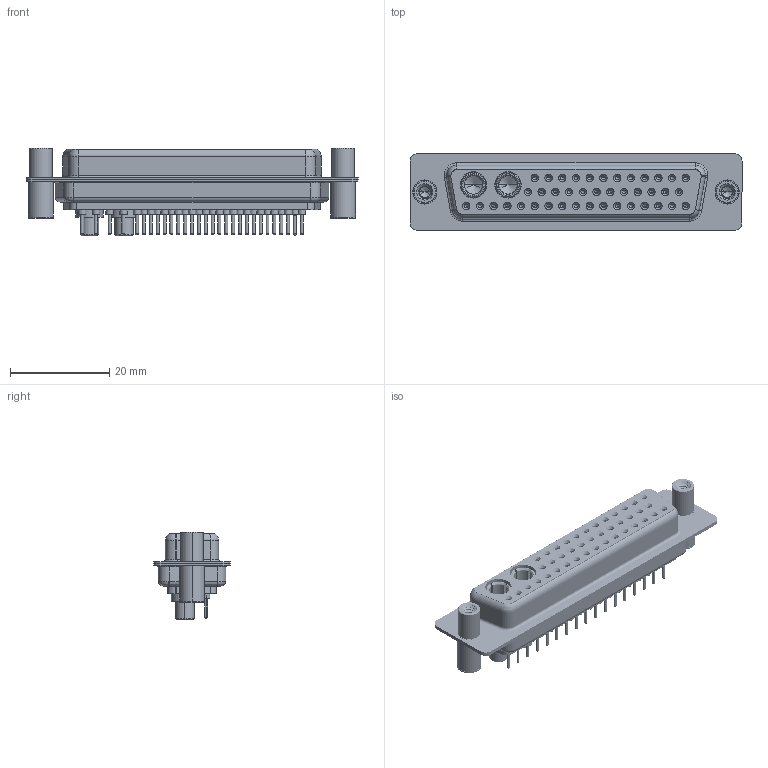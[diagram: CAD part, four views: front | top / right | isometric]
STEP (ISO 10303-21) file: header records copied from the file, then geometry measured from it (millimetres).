
FILE_DESCRIPTION (( 'STEP AP203' ), '1' );
FILE_NAME ('628-43W2624-4T4.STEP', '2019-06-26T21:06:39', ( '' ), ( '' ), 'SwSTEP 2.0', 'SolidWorks 2016', '' );
FILE_SCHEMA (( 'CONFIG_CONTROL_DESIGN' ));
Length unit declared in the file: millimetre
Products named in the file (9): 628Combo Housing_43W2; Power Socket_40A S; 628Combo Shell Rear_50 Contacts; 628Combo Threaded Standoff and Board Spacer_4; 628Combo Contact Row 3_24; 628Combo Contact Row 1_24; 628Combo Shell Front_50 Contacts; 628-43W2624-4T4; 628Combo Contact Row 2_24
Assembly tree (48 placements, depth 2):
  628-43W2624-4T4
    628Combo Housing_43W2
    628Combo Shell Front_50 Contacts
    628Combo Shell Rear_50 Contacts
    628Combo Threaded Standoff and Board Spacer_4  x2
    628Combo Contact Row 1_24  x12
    628Combo Contact Row 2_24  x12
    628Combo Contact Row 3_24  x17
    Power Socket_40A S  x2
Bounding box: 67 x 15.4 x 17.75 mm (x, y, z)
Volume: 7336.3 mm3; surface area: 15153.2 mm2
Topology: 50 solids, 50 shells, 2770 faces, 6475 edges, 3980 vertices
Faces by surface type: cylinder 1014, plane 746, torus 643, cone 351, bspline 16
Entity records: 34031 total; most frequent: CARTESIAN_POINT 7655, DIRECTION 5615, ORIENTED_EDGE 4712, AXIS2_PLACEMENT_3D 2378, EDGE_CURVE 2356, VERTEX_POINT 1496, CIRCLE 1307, EDGE_LOOP 1276
